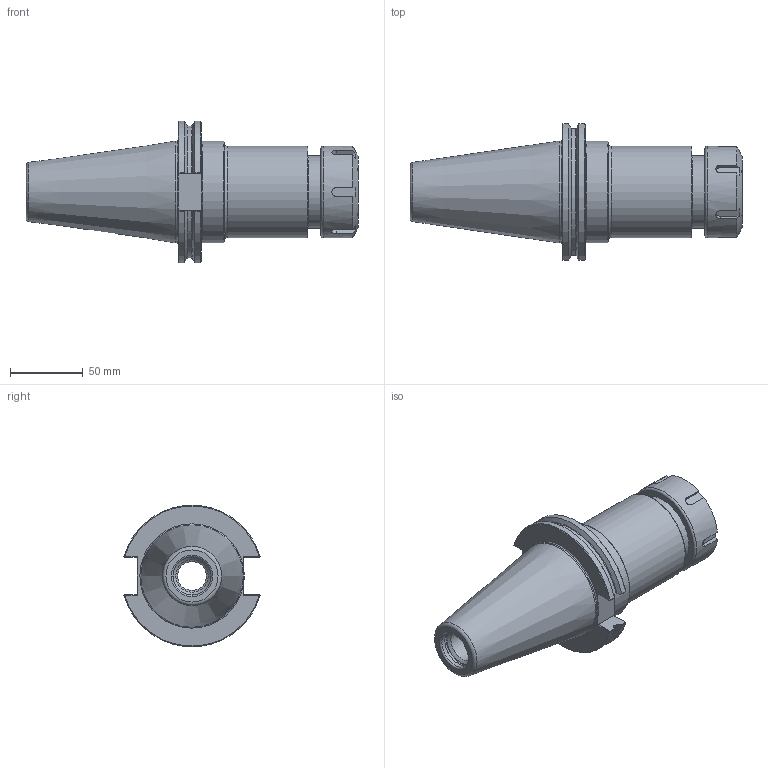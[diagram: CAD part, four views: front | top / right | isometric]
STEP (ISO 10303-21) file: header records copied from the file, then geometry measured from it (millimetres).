
FILE_DESCRIPTION(/* description */ (''),/* implementation_level */ '2;1');
FILE_NAME(/* name */ 'CAT50-ER40-0500.stp',/* time_stamp */ '2019-06-11T08:22:06-05:00',/* author */ ('ldfli'),/* organization */ (''),/* preprocessor_version */ 'ST-DEVELOPER v18',/* originating_system */ 'Autodesk Inventor LT',/* authorisation */ '');
FILE_SCHEMA (('AUTOMOTIVE_DESIGN { 1 0 10303 214 3 1 1 }'));
Length unit declared in the file: millimetre
Products named in the file (1): CAT50-ER40-0500
Bounding box: 228.62 x 93.8 x 97.14 mm (x, y, z)
Volume: 563286 mm3; surface area: 82152.9 mm2
Topology: 2 solids, 2 shells, 123 faces, 370 edges, 260 vertices
Faces by surface type: plane 56, cylinder 29, cone 21, torus 17
Full cylindrical faces by diameter (mm): 10 x1, 20 x1, 22.225 x1, 26.2 x1, 26.7 x1, 26.848 x1, 30.5 x1, 33.32 x1, 37.47 x1, 42 x1, 48.5 x1, 50 x1, 51.76 x1, 63 x2, 69.85 x1, 70.2 x1
Entity records: 4422 total; most frequent: CARTESIAN_POINT 1030, ORIENTED_EDGE 740, DIRECTION 715, EDGE_CURVE 370, AXIS2_PLACEMENT_3D 293, VERTEX_POINT 260, CIRCLE 169, EDGE_LOOP 136
